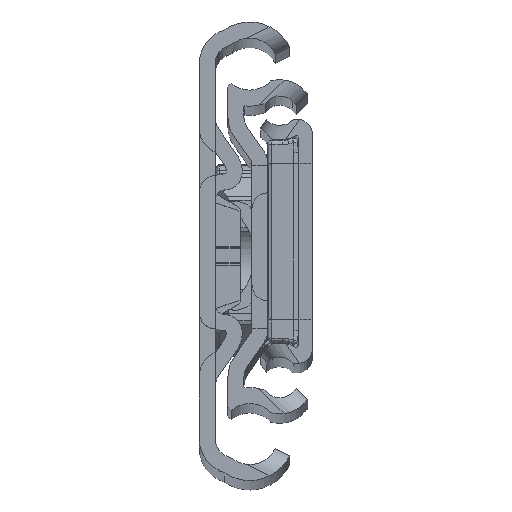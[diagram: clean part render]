
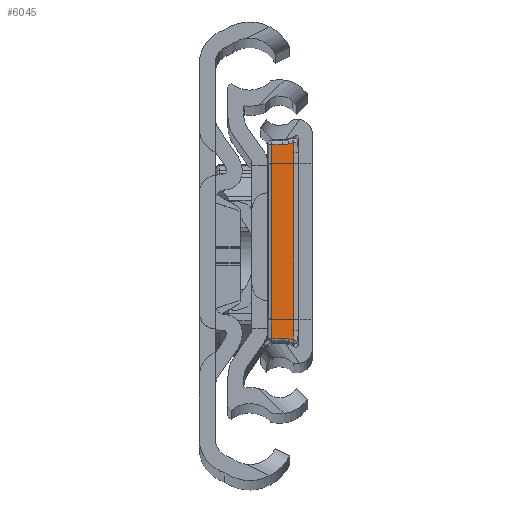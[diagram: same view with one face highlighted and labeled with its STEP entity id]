
A CAD part, top view. The second image highlights one B-rep face of the part: STEP entity #6045.
In plain terms, the highlighted planar face has unit normal (0, 0, 1).
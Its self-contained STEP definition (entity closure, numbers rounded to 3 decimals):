
#179 = ORIENTED_EDGE ( 'NONE', *, *, #7088, .T. ) ;
#711 = EDGE_CURVE ( 'NONE', #4202, #4082, #4401, .T. ) ;
#1740 = CARTESIAN_POINT ( 'NONE',  ( -11.104, 3., 0. ) ) ;
#2005 = EDGE_LOOP ( 'NONE', ( #15061, #12027, #6817, #5593, #3699, #4076, #11100, #11592, #179, #17118 ) ) ;
#2126 = VERTEX_POINT ( 'NONE', #17596 ) ;
#2139 = CARTESIAN_POINT ( 'NONE',  ( 10.953, 1.068, 0. ) ) ;
#2467 = LINE ( 'NONE', #3678, #10908 ) ;
#2623 = EDGE_CURVE ( 'NONE', #2126, #13425, #11732, .T. ) ;
#2653 = DIRECTION ( 'NONE',  ( 0., 0., 1. ) ) ;
#2656 = CARTESIAN_POINT ( 'NONE',  ( 9.987, 0.5, 0. ) ) ;
#2794 = CARTESIAN_POINT ( 'NONE',  ( 11.104, 0.559, 0. ) ) ;
#3643 = CARTESIAN_POINT ( 'NONE',  ( 10.85, 0.559, 0. ) ) ;
#3678 = CARTESIAN_POINT ( 'NONE',  ( -11.104, 0.5, 0. ) ) ;
#3699 = ORIENTED_EDGE ( 'NONE', *, *, #8056, .T. ) ;
#3961 = DIRECTION ( 'NONE',  ( -0.284, -0.959, 0. ) ) ;
#4076 = ORIENTED_EDGE ( 'NONE', *, *, #711, .T. ) ;
#4082 = VERTEX_POINT ( 'NONE', #5659 ) ;
#4202 = VERTEX_POINT ( 'NONE', #5926 ) ;
#4401 = LINE ( 'NONE', #5712, #8710 ) ;
#4892 = CIRCLE ( 'NONE', #9662, 2.5 ) ;
#5250 = DIRECTION ( 'NONE',  ( 0.999, -0.052, 0. ) ) ;
#5548 = EDGE_CURVE ( 'NONE', #17658, #7610, #9368, .T. ) ;
#5555 = CARTESIAN_POINT ( 'NONE',  ( 13.35, 1.779, 0. ) ) ;
#5593 = ORIENTED_EDGE ( 'NONE', *, *, #2623, .T. ) ;
#5659 = CARTESIAN_POINT ( 'NONE',  ( -10.85, 1.779, 0. ) ) ;
#5712 = CARTESIAN_POINT ( 'NONE',  ( -10.85, 0.559, 0. ) ) ;
#5860 = EDGE_CURVE ( 'NONE', #12975, #7272, #2467, .T. ) ;
#5886 = DIRECTION ( 'NONE',  ( 0., -1., 0. ) ) ;
#5902 = VECTOR ( 'NONE', #5250, 1000. ) ;
#5926 = CARTESIAN_POINT ( 'NONE',  ( -10.85, 3., 0. ) ) ;
#6045 = ADVANCED_FACE ( 'NONE', ( #18171 ), #15380, .T. ) ;
#6096 = LINE ( 'NONE', #1740, #15301 ) ;
#6817 = ORIENTED_EDGE ( 'NONE', *, *, #14137, .T. ) ;
#6904 = CIRCLE ( 'NONE', #7192, 2.5 ) ;
#7088 = EDGE_CURVE ( 'NONE', #11172, #12975, #9255, .T. ) ;
#7192 = AXIS2_PLACEMENT_3D ( 'NONE', #5555, #14474, #7222 ) ;
#7222 = DIRECTION ( 'NONE',  ( 1., 0., 0. ) ) ;
#7272 = VERTEX_POINT ( 'NONE', #2656 ) ;
#7610 = VERTEX_POINT ( 'NONE', #2139 ) ;
#7963 = DIRECTION ( 'NONE',  ( -0.284, 0.959, 0. ) ) ;
#8056 = EDGE_CURVE ( 'NONE', #13425, #4202, #6096, .T. ) ;
#8496 = CARTESIAN_POINT ( 'NONE',  ( -11.104, 0.559, 0. ) ) ;
#8529 = CARTESIAN_POINT ( 'NONE',  ( -9.987, 0.5, 0. ) ) ;
#8710 = VECTOR ( 'NONE', #5886, 1000. ) ;
#9255 = LINE ( 'NONE', #16405, #5902 ) ;
#9368 = LINE ( 'NONE', #13834, #9794 ) ;
#9662 = AXIS2_PLACEMENT_3D ( 'NONE', #10903, #11929, #16198 ) ;
#9794 = VECTOR ( 'NONE', #7963, 1000. ) ;
#9820 = LINE ( 'NONE', #10931, #17591 ) ;
#10789 = DIRECTION ( 'NONE',  ( 0., 1., 0. ) ) ;
#10903 = CARTESIAN_POINT ( 'NONE',  ( -13.35, 1.779, 0. ) ) ;
#10908 = VECTOR ( 'NONE', #16310, 1000. ) ;
#10931 = CARTESIAN_POINT ( 'NONE',  ( -11.104, 0.559, 0. ) ) ;
#11100 = ORIENTED_EDGE ( 'NONE', *, *, #18308, .T. ) ;
#11172 = VERTEX_POINT ( 'NONE', #16849 ) ;
#11592 = ORIENTED_EDGE ( 'NONE', *, *, #13228, .T. ) ;
#11732 = LINE ( 'NONE', #3643, #16656 ) ;
#11929 = DIRECTION ( 'NONE',  ( 0., 0., -1. ) ) ;
#12027 = ORIENTED_EDGE ( 'NONE', *, *, #5548, .T. ) ;
#12975 = VERTEX_POINT ( 'NONE', #8529 ) ;
#13228 = EDGE_CURVE ( 'NONE', #17844, #11172, #9820, .T. ) ;
#13425 = VERTEX_POINT ( 'NONE', #17133 ) ;
#13834 = CARTESIAN_POINT ( 'NONE',  ( 9.313, 6.606, 0. ) ) ;
#14137 = EDGE_CURVE ( 'NONE', #7610, #2126, #6904, .T. ) ;
#14318 = CARTESIAN_POINT ( 'NONE',  ( -10.953, 1.068, 0. ) ) ;
#14474 = DIRECTION ( 'NONE',  ( 0., 0., -1. ) ) ;
#14751 = DIRECTION ( 'NONE',  ( -1., 0., 0. ) ) ;
#15061 = ORIENTED_EDGE ( 'NONE', *, *, #16935, .T. ) ;
#15301 = VECTOR ( 'NONE', #14751, 1000. ) ;
#15380 = PLANE ( 'NONE',  #17134 ) ;
#15747 = DIRECTION ( 'NONE',  ( 0.999, 0.052, 0. ) ) ;
#16101 = CARTESIAN_POINT ( 'NONE',  ( -11.043, -0.602, 0. ) ) ;
#16198 = DIRECTION ( 'NONE',  ( 1., 0., 0. ) ) ;
#16310 = DIRECTION ( 'NONE',  ( 1., 0., 0. ) ) ;
#16405 = CARTESIAN_POINT ( 'NONE',  ( -11.104, 0.559, 0. ) ) ;
#16656 = VECTOR ( 'NONE', #10789, 1000. ) ;
#16849 = CARTESIAN_POINT ( 'NONE',  ( -11.104, 0.559, 0. ) ) ;
#16853 = DIRECTION ( 'NONE',  ( 1., 0., 0. ) ) ;
#16911 = VECTOR ( 'NONE', #15747, 1000. ) ;
#16935 = EDGE_CURVE ( 'NONE', #7272, #17658, #17499, .T. ) ;
#17118 = ORIENTED_EDGE ( 'NONE', *, *, #5860, .T. ) ;
#17133 = CARTESIAN_POINT ( 'NONE',  ( 10.85, 3., 0. ) ) ;
#17134 = AXIS2_PLACEMENT_3D ( 'NONE', #8496, #2653, #16853 ) ;
#17499 = LINE ( 'NONE', #16101, #16911 ) ;
#17591 = VECTOR ( 'NONE', #3961, 1000. ) ;
#17596 = CARTESIAN_POINT ( 'NONE',  ( 10.85, 1.779, 0. ) ) ;
#17658 = VERTEX_POINT ( 'NONE', #2794 ) ;
#17844 = VERTEX_POINT ( 'NONE', #14318 ) ;
#18171 = FACE_OUTER_BOUND ( 'NONE', #2005, .T. ) ;
#18308 = EDGE_CURVE ( 'NONE', #4082, #17844, #4892, .T. ) ;
